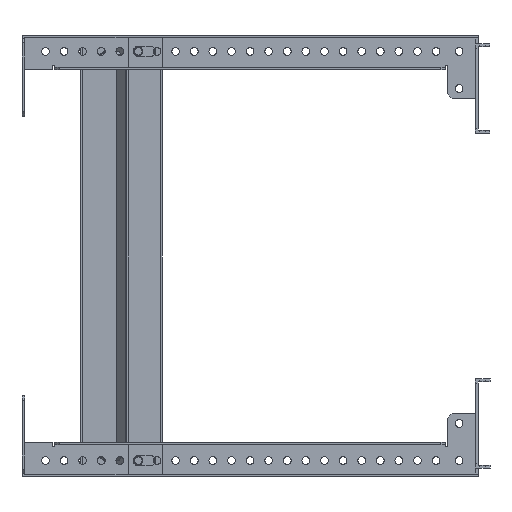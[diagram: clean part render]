
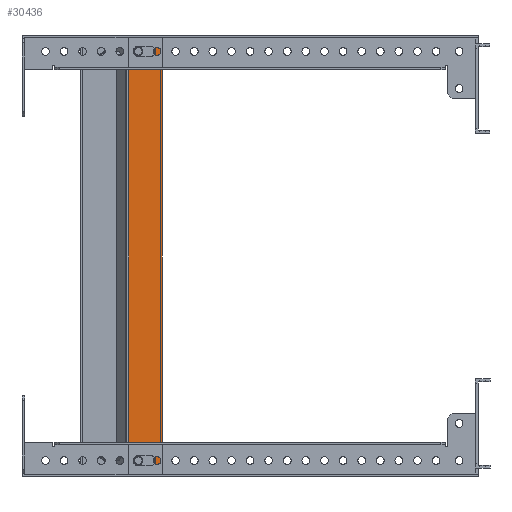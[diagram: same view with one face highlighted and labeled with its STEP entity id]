
A CAD part, front view. The second image highlights one B-rep face of the part: STEP entity #30436.
In plain terms, the highlighted planar face has unit normal (0, -1, 0).
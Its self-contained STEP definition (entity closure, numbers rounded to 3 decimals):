
#735 = VECTOR ( 'NONE', #28129, 1000. ) ;
#861 = CARTESIAN_POINT ( 'NONE',  ( 1112.27, -253.815, 134. ) ) ;
#1187 = EDGE_CURVE ( 'NONE', #24460, #31023, #39782, .T. ) ;
#1946 = DIRECTION ( 'NONE',  ( 0., 1., 0. ) ) ;
#2033 = EDGE_CURVE ( 'NONE', #22138, #29541, #21962, .T. ) ;
#2108 = VERTEX_POINT ( 'NONE', #23038 ) ;
#2192 = CARTESIAN_POINT ( 'NONE',  ( 1112.27, -253.815, 137.5 ) ) ;
#2778 = AXIS2_PLACEMENT_3D ( 'NONE', #3527, #33746, #30790 ) ;
#2932 = EDGE_CURVE ( 'NONE', #29541, #24460, #19477, .T. ) ;
#3527 = CARTESIAN_POINT ( 'NONE',  ( 1150.737, -253.815, 0. ) ) ;
#4071 = ORIENTED_EDGE ( 'NONE', *, *, #24838, .F. ) ;
#4261 = EDGE_CURVE ( 'NONE', #17275, #10276, #38549, .T. ) ;
#4744 = DIRECTION ( 'NONE',  ( 0., -1., 0. ) ) ;
#5301 = DIRECTION ( 'NONE',  ( -1., 0., 0. ) ) ;
#5529 = CARTESIAN_POINT ( 'NONE',  ( 1112.27, -253.815, -134. ) ) ;
#5799 = DIRECTION ( 'NONE',  ( -1., 0., 0. ) ) ;
#5996 = ORIENTED_EDGE ( 'NONE', *, *, #1187, .F. ) ;
#6025 = CARTESIAN_POINT ( 'NONE',  ( 1128.272, -253.815, -147.5 ) ) ;
#6609 = LINE ( 'NONE', #17338, #39119 ) ;
#6969 = CARTESIAN_POINT ( 'NONE',  ( 1112.27, -253.815, 141. ) ) ;
#7144 = CIRCLE ( 'NONE', #16397, 3.5 ) ;
#7249 = VERTEX_POINT ( 'NONE', #37128 ) ;
#7510 = DIRECTION ( 'NONE',  ( 0., 0., 1. ) ) ;
#7733 = DIRECTION ( 'NONE',  ( -1., 0., 0. ) ) ;
#7752 = LINE ( 'NONE', #38152, #19894 ) ;
#7861 = EDGE_CURVE ( 'NONE', #31720, #39011, #7752, .T. ) ;
#8702 = CARTESIAN_POINT ( 'NONE',  ( 1120.27, -253.815, 137.5 ) ) ;
#9139 = CARTESIAN_POINT ( 'NONE',  ( 1120.27, -253.815, -137.5 ) ) ;
#9680 = DIRECTION ( 'NONE',  ( -1., 0., 0. ) ) ;
#10276 = VERTEX_POINT ( 'NONE', #16453 ) ;
#10277 = CARTESIAN_POINT ( 'NONE',  ( 1128.272, -253.815, 147.5 ) ) ;
#10409 = EDGE_LOOP ( 'NONE', ( #26607, #14068, #37734, #14624, #13413 ) ) ;
#11835 = DIRECTION ( 'NONE',  ( 0., 1., 0. ) ) ;
#12224 = ORIENTED_EDGE ( 'NONE', *, *, #42133, .F. ) ;
#12620 = EDGE_CURVE ( 'NONE', #31023, #40438, #12764, .T. ) ;
#12764 = LINE ( 'NONE', #15901, #42707 ) ;
#13026 = LINE ( 'NONE', #26640, #41952 ) ;
#13413 = ORIENTED_EDGE ( 'NONE', *, *, #31767, .T. ) ;
#14068 = ORIENTED_EDGE ( 'NONE', *, *, #34114, .T. ) ;
#14610 = AXIS2_PLACEMENT_3D ( 'NONE', #38604, #28692, #7733 ) ;
#14624 = ORIENTED_EDGE ( 'NONE', *, *, #4261, .T. ) ;
#15865 = ORIENTED_EDGE ( 'NONE', *, *, #21324, .F. ) ;
#15901 = CARTESIAN_POINT ( 'NONE',  ( 1112.27, -253.815, -134. ) ) ;
#15906 = CARTESIAN_POINT ( 'NONE',  ( 1112.27, -253.815, -141. ) ) ;
#16397 = AXIS2_PLACEMENT_3D ( 'NONE', #43685, #1946, #5301 ) ;
#16453 = CARTESIAN_POINT ( 'NONE',  ( 1120.27, -253.815, 134. ) ) ;
#16731 = VERTEX_POINT ( 'NONE', #40844 ) ;
#17054 = DIRECTION ( 'NONE',  ( 1., 0., 0. ) ) ;
#17275 = VERTEX_POINT ( 'NONE', #27793 ) ;
#17338 = CARTESIAN_POINT ( 'NONE',  ( 1105.77, -253.815, 147.5 ) ) ;
#17354 = ORIENTED_EDGE ( 'NONE', *, *, #7861, .T. ) ;
#18688 = EDGE_LOOP ( 'NONE', ( #15865, #12224, #31833, #17354 ) ) ;
#19477 = LINE ( 'NONE', #15906, #37715 ) ;
#19616 = CARTESIAN_POINT ( 'NONE',  ( 1108.77, -253.815, -137.5 ) ) ;
#19894 = VECTOR ( 'NONE', #7510, 1000. ) ;
#20078 = FACE_BOUND ( 'NONE', #10409, .T. ) ;
#20368 = LINE ( 'NONE', #34051, #33098 ) ;
#21324 = EDGE_CURVE ( 'NONE', #16731, #39011, #6609, .T. ) ;
#21547 = ORIENTED_EDGE ( 'NONE', *, *, #2932, .F. ) ;
#21962 = CIRCLE ( 'NONE', #32015, 3.5 ) ;
#22138 = VERTEX_POINT ( 'NONE', #19616 ) ;
#23038 = CARTESIAN_POINT ( 'NONE',  ( 1112.27, -253.815, 134. ) ) ;
#23147 = CIRCLE ( 'NONE', #14610, 3.5 ) ;
#23525 = LINE ( 'NONE', #6969, #25530 ) ;
#23635 = PLANE ( 'NONE',  #2778 ) ;
#24460 = VERTEX_POINT ( 'NONE', #38926 ) ;
#24838 = EDGE_CURVE ( 'NONE', #40438, #22138, #23147, .T. ) ;
#25306 = DIRECTION ( 'NONE',  ( -1., 0., 0. ) ) ;
#25456 = DIRECTION ( 'NONE',  ( -1., 0., 0. ) ) ;
#25530 = VECTOR ( 'NONE', #17054, 1000. ) ;
#25918 = CARTESIAN_POINT ( 'NONE',  ( 1120.27, -253.815, -134. ) ) ;
#26607 = ORIENTED_EDGE ( 'NONE', *, *, #44021, .T. ) ;
#26640 = CARTESIAN_POINT ( 'NONE',  ( 1150.113, -253.815, -147.5 ) ) ;
#26736 = DIRECTION ( 'NONE',  ( 0., 1., 0. ) ) ;
#27380 = CIRCLE ( 'NONE', #42398, 3.5 ) ;
#27793 = CARTESIAN_POINT ( 'NONE',  ( 1120.27, -253.815, 141. ) ) ;
#27798 = EDGE_CURVE ( 'NONE', #40306, #17275, #23525, .T. ) ;
#27906 = CARTESIAN_POINT ( 'NONE',  ( 1112.27, -253.815, 141. ) ) ;
#28129 = DIRECTION ( 'NONE',  ( -1., 0., 0. ) ) ;
#28157 = EDGE_LOOP ( 'NONE', ( #21547, #36168, #4071, #37392, #5996 ) ) ;
#28584 = CARTESIAN_POINT ( 'NONE',  ( 1112.27, -253.815, -141. ) ) ;
#28692 = DIRECTION ( 'NONE',  ( 0., -1., 0. ) ) ;
#29501 = DIRECTION ( 'NONE',  ( 1., 0., 0. ) ) ;
#29541 = VERTEX_POINT ( 'NONE', #28584 ) ;
#30273 = DIRECTION ( 'NONE',  ( 1., 0., 0. ) ) ;
#30436 = ADVANCED_FACE ( 'NONE', ( #30553, #40664, #20078 ), #23635, .F. ) ;
#30553 = FACE_OUTER_BOUND ( 'NONE', #18688, .T. ) ;
#30790 = DIRECTION ( 'NONE',  ( 1., 0., 0. ) ) ;
#31023 = VERTEX_POINT ( 'NONE', #25918 ) ;
#31056 = LINE ( 'NONE', #861, #735 ) ;
#31720 = VERTEX_POINT ( 'NONE', #6025 ) ;
#31767 = EDGE_CURVE ( 'NONE', #10276, #2108, #31056, .T. ) ;
#31833 = ORIENTED_EDGE ( 'NONE', *, *, #38452, .F. ) ;
#32015 = AXIS2_PLACEMENT_3D ( 'NONE', #32494, #4744, #25306 ) ;
#32494 = CARTESIAN_POINT ( 'NONE',  ( 1112.27, -253.815, -137.5 ) ) ;
#33098 = VECTOR ( 'NONE', #42462, 1000. ) ;
#33746 = DIRECTION ( 'NONE',  ( 0., 1., 0. ) ) ;
#34051 = CARTESIAN_POINT ( 'NONE',  ( 1105.77, -253.815, -147.5 ) ) ;
#34088 = AXIS2_PLACEMENT_3D ( 'NONE', #9139, #36442, #5799 ) ;
#34114 = EDGE_CURVE ( 'NONE', #36672, #40306, #27380, .T. ) ;
#36168 = ORIENTED_EDGE ( 'NONE', *, *, #2033, .F. ) ;
#36442 = DIRECTION ( 'NONE',  ( 0., -1., 0. ) ) ;
#36672 = VERTEX_POINT ( 'NONE', #43550 ) ;
#37128 = CARTESIAN_POINT ( 'NONE',  ( 1105.77, -253.815, -147.5 ) ) ;
#37392 = ORIENTED_EDGE ( 'NONE', *, *, #12620, .F. ) ;
#37715 = VECTOR ( 'NONE', #29501, 1000. ) ;
#37734 = ORIENTED_EDGE ( 'NONE', *, *, #27798, .T. ) ;
#37918 = DIRECTION ( 'NONE',  ( -1., 0., 0. ) ) ;
#38152 = CARTESIAN_POINT ( 'NONE',  ( 1128.272, -253.815, -150.859 ) ) ;
#38452 = EDGE_CURVE ( 'NONE', #31720, #7249, #13026, .T. ) ;
#38549 = CIRCLE ( 'NONE', #43527, 3.5 ) ;
#38604 = CARTESIAN_POINT ( 'NONE',  ( 1112.27, -253.815, -137.5 ) ) ;
#38926 = CARTESIAN_POINT ( 'NONE',  ( 1120.27, -253.815, -141. ) ) ;
#39011 = VERTEX_POINT ( 'NONE', #10277 ) ;
#39119 = VECTOR ( 'NONE', #30273, 1000. ) ;
#39782 = CIRCLE ( 'NONE', #34088, 3.5 ) ;
#39837 = DIRECTION ( 'NONE',  ( -1., 0., 0. ) ) ;
#40306 = VERTEX_POINT ( 'NONE', #27906 ) ;
#40438 = VERTEX_POINT ( 'NONE', #5529 ) ;
#40664 = FACE_BOUND ( 'NONE', #28157, .T. ) ;
#40844 = CARTESIAN_POINT ( 'NONE',  ( 1105.77, -253.815, 147.5 ) ) ;
#41952 = VECTOR ( 'NONE', #9680, 1000. ) ;
#42133 = EDGE_CURVE ( 'NONE', #7249, #16731, #20368, .T. ) ;
#42398 = AXIS2_PLACEMENT_3D ( 'NONE', #2192, #26736, #37918 ) ;
#42462 = DIRECTION ( 'NONE',  ( 0., 0., 1. ) ) ;
#42707 = VECTOR ( 'NONE', #39837, 1000. ) ;
#43527 = AXIS2_PLACEMENT_3D ( 'NONE', #8702, #11835, #25456 ) ;
#43550 = CARTESIAN_POINT ( 'NONE',  ( 1108.77, -253.815, 137.5 ) ) ;
#43685 = CARTESIAN_POINT ( 'NONE',  ( 1112.27, -253.815, 137.5 ) ) ;
#44021 = EDGE_CURVE ( 'NONE', #2108, #36672, #7144, .T. ) ;
